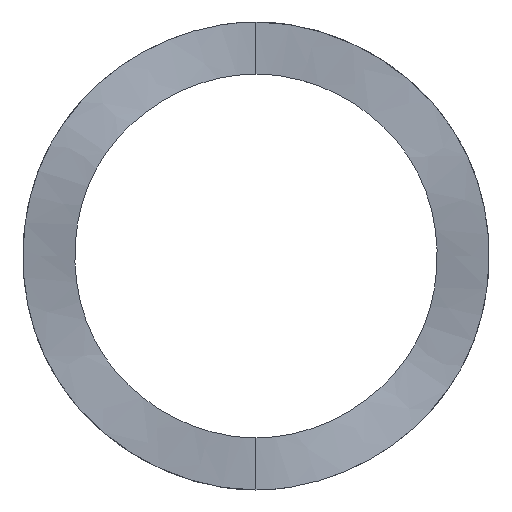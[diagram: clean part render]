
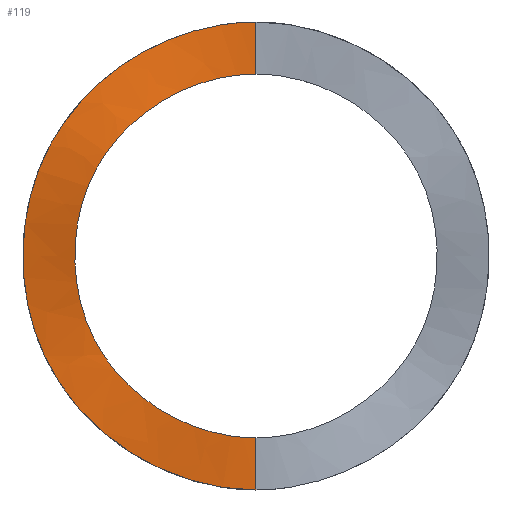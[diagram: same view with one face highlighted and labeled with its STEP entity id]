
A CAD part, front view. The second image highlights one B-rep face of the part: STEP entity #119.
In plain terms, the highlighted free-form (B-spline) face has degree [3, 3] with [4, 10] control points.
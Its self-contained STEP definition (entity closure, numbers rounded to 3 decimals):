
#15=FACE_OUTER_BOUND($,#23,.T.);
#23=EDGE_LOOP($,(#85,#86,#87,#88));
#33=LINE($,#288,#41);
#34=LINE($,#296,#42);
#41=VECTOR($,#134,3.277);
#42=VECTOR($,#135,3.277);
#46=B_SPLINE_CURVE_WITH_KNOTS($,3,(#190,#191,#192,#193,#194,#195),
 .UNSPECIFIED.,.F.,.F.,(4,1,1,4),(0.5,0.667,0.833,
1.),.UNSPECIFIED.);
#48=B_SPLINE_CURVE_WITH_KNOTS($,3,(#290,#291,#292,#293,#294,#295),
 .UNSPECIFIED.,.F.,.F.,(4,1,1,4),(0.,0.167,0.333,
0.5),.UNSPECIFIED.);
#55=VERTEX_POINT($,#187);
#56=VERTEX_POINT($,#189);
#59=VERTEX_POINT($,#287);
#60=VERTEX_POINT($,#289);
#63=EDGE_CURVE($,#55,#56,#46,.T.);
#68=EDGE_CURVE($,#55,#59,#33,.T.);
#69=EDGE_CURVE($,#60,#59,#48,.T.);
#70=EDGE_CURVE($,#56,#60,#34,.T.);
#85=ORIENTED_EDGE($,*,*,#63,.F.);
#86=ORIENTED_EDGE($,*,*,#68,.T.);
#87=ORIENTED_EDGE($,*,*,#69,.F.);
#88=ORIENTED_EDGE($,*,*,#70,.F.);
#111=B_SPLINE_SURFACE_WITH_KNOTS($,3,3,((#247,#248,#249,#250,#251,#252,
#253,#254,#255,#256),(#257,#258,#259,#260,#261,#262,#263,#264,#265,#266),
(#267,#268,#269,#270,#271,#272,#273,#274,#275,#276),(#277,#278,#279,#280,
#281,#282,#283,#284,#285,#286)),.UNSPECIFIED.,.F.,.T.,.F.,(4,4),(4,1,1,
1,1,2,4),(0.,1.),(0.,0.167,0.333,0.5,0.667,
0.833,1.),.UNSPECIFIED.);
#119=ADVANCED_FACE($,(#15),#111,.T.);
#134=DIRECTION($,(0.,0.,1.));
#135=DIRECTION($,(0.,0.,-1.));
#187=CARTESIAN_POINT('',(0.,1.702,11.443));
#189=CARTESIAN_POINT('',(0.,0.,-11.443));
#190=CARTESIAN_POINT('Ctrl Pts',(0.,1.702,11.443));
#191=CARTESIAN_POINT('Ctrl Pts',(-3.964,1.702,11.443));
#192=CARTESIAN_POINT('Ctrl Pts',(-11.892,-1.702,6.866));
#193=CARTESIAN_POINT('Ctrl Pts',(-11.892,3.404,-6.866));
#194=CARTESIAN_POINT('Ctrl Pts',(-3.964,0.,-11.443));
#195=CARTESIAN_POINT('Ctrl Pts',(0.,0.,-11.443));
#247=CARTESIAN_POINT('Ctrl Pts',(0.,0.,-11.443));
#248=CARTESIAN_POINT('Ctrl Pts',(3.964,0.,-11.443));
#249=CARTESIAN_POINT('Ctrl Pts',(11.892,3.404,-6.866));
#250=CARTESIAN_POINT('Ctrl Pts',(11.892,-1.702,6.866));
#251=CARTESIAN_POINT('Ctrl Pts',(0.,3.404,13.731));
#252=CARTESIAN_POINT('Ctrl Pts',(-11.892,-1.702,6.866));
#253=CARTESIAN_POINT('Ctrl Pts',(-11.892,1.702,-2.289));
#254=CARTESIAN_POINT('Ctrl Pts',(-7.928,1.702,-9.154));
#255=CARTESIAN_POINT('Ctrl Pts',(-3.964,0.,-11.443));
#256=CARTESIAN_POINT('Ctrl Pts',(0.,0.,-11.443));
#257=CARTESIAN_POINT('Ctrl Pts',(0.,0.,
-12.535));
#258=CARTESIAN_POINT('Ctrl Pts',(4.342,0.,
-12.535));
#259=CARTESIAN_POINT('Ctrl Pts',(13.027,3.404,-7.521));
#260=CARTESIAN_POINT('Ctrl Pts',(13.027,-1.702,7.521));
#261=CARTESIAN_POINT('Ctrl Pts',(0.,3.404,15.042));
#262=CARTESIAN_POINT('Ctrl Pts',(-13.027,-1.702,7.521));
#263=CARTESIAN_POINT('Ctrl Pts',(-13.027,1.702,-2.507));
#264=CARTESIAN_POINT('Ctrl Pts',(-8.684,1.702,-10.028));
#265=CARTESIAN_POINT('Ctrl Pts',(-4.342,0.,
-12.535));
#266=CARTESIAN_POINT('Ctrl Pts',(0.,0.,
-12.535));
#267=CARTESIAN_POINT('Ctrl Pts',(0.,0.,
-13.627));
#268=CARTESIAN_POINT('Ctrl Pts',(4.721,0.,
-13.627));
#269=CARTESIAN_POINT('Ctrl Pts',(14.162,3.404,-8.176));
#270=CARTESIAN_POINT('Ctrl Pts',(14.162,-1.702,8.176));
#271=CARTESIAN_POINT('Ctrl Pts',(0.,3.404,16.353));
#272=CARTESIAN_POINT('Ctrl Pts',(-14.162,-1.702,8.176));
#273=CARTESIAN_POINT('Ctrl Pts',(-14.162,1.702,-2.725));
#274=CARTESIAN_POINT('Ctrl Pts',(-9.441,1.702,-10.902));
#275=CARTESIAN_POINT('Ctrl Pts',(-4.721,0.,
-13.627));
#276=CARTESIAN_POINT('Ctrl Pts',(0.,0.,
-13.627));
#277=CARTESIAN_POINT('Ctrl Pts',(0.,0.,
-14.719));
#278=CARTESIAN_POINT('Ctrl Pts',(5.099,0.,
-14.719));
#279=CARTESIAN_POINT('Ctrl Pts',(15.297,3.404,-8.832));
#280=CARTESIAN_POINT('Ctrl Pts',(15.297,-1.702,8.832));
#281=CARTESIAN_POINT('Ctrl Pts',(0.,3.404,17.663));
#282=CARTESIAN_POINT('Ctrl Pts',(-15.297,-1.702,8.832));
#283=CARTESIAN_POINT('Ctrl Pts',(-15.297,1.702,-2.944));
#284=CARTESIAN_POINT('Ctrl Pts',(-10.198,1.702,-11.775));
#285=CARTESIAN_POINT('Ctrl Pts',(-5.099,0.,
-14.719));
#286=CARTESIAN_POINT('Ctrl Pts',(0.,0.,
-14.719));
#287=CARTESIAN_POINT('',(0.,1.702,14.719));
#288=CARTESIAN_POINT($,(0.,1.702,11.443));
#289=CARTESIAN_POINT('',(0.,0.,-14.719));
#290=CARTESIAN_POINT('Ctrl Pts',(0.,0.,
-14.719));
#291=CARTESIAN_POINT('Ctrl Pts',(-5.099,0.,
-14.719));
#292=CARTESIAN_POINT('Ctrl Pts',(-15.297,3.404,-8.832));
#293=CARTESIAN_POINT('Ctrl Pts',(-15.297,-1.702,8.832));
#294=CARTESIAN_POINT('Ctrl Pts',(-5.099,1.702,14.719));
#295=CARTESIAN_POINT('Ctrl Pts',(0.,1.702,14.719));
#296=CARTESIAN_POINT($,(0.,0.,-11.443));
